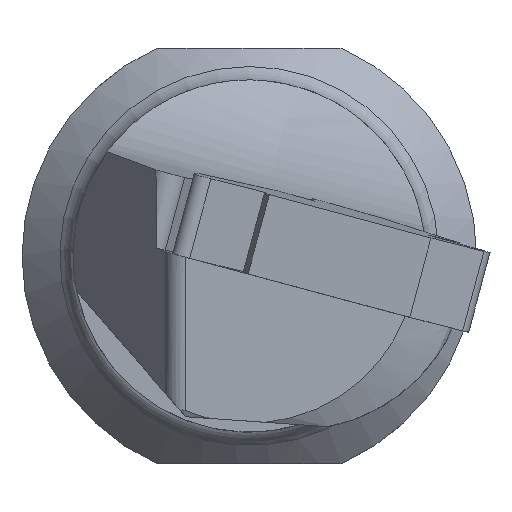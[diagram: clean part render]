
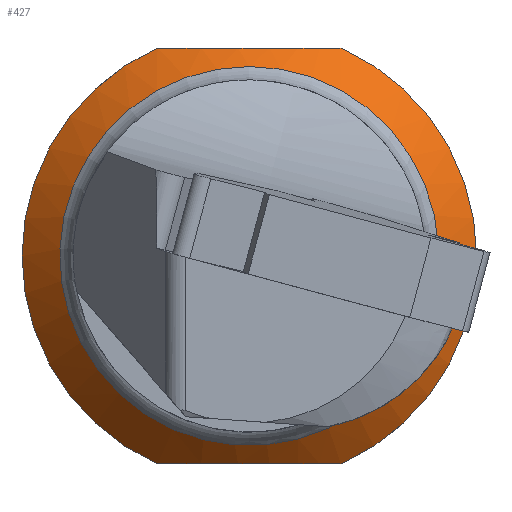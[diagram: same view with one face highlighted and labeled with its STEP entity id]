
A CAD part, left-side view. The second image highlights one B-rep face of the part: STEP entity #427.
In plain terms, the highlighted conical face has half-angle 45 degrees and reference radius 10 mm.
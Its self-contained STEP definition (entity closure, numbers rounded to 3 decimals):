
#28=FACE_BOUND('',#535,.T.);
#29=FACE_BOUND('',#536,.T.);
#35=CONICAL_SURFACE('',#1138,10.,45.);
#64=B_SPLINE_CURVE_WITH_KNOTS('',3,(#1899,#1900,#1901,#1902,#1903,#1904),
 .UNSPECIFIED.,.F.,.F.,(4,2,4),(0.,0.5,1.),.UNSPECIFIED.);
#65=B_SPLINE_CURVE_WITH_KNOTS('',3,(#1908,#1909,#1910,#1911,#1912,#1913),
 .UNSPECIFIED.,.F.,.F.,(4,2,4),(0.,0.5,1.),.UNSPECIFIED.);
#427=ADVANCED_FACE('',(#28,#29),#35,.T.);
#535=EDGE_LOOP('',(#711));
#536=EDGE_LOOP('',(#712,#713,#714,#715));
#570=CIRCLE('',#1134,10.);
#571=CIRCLE('',#1136,8.336);
#572=CIRCLE('',#1137,10.);
#711=ORIENTED_EDGE('',*,*,#947,.F.);
#712=ORIENTED_EDGE('',*,*,#945,.T.);
#713=ORIENTED_EDGE('',*,*,#948,.T.);
#714=ORIENTED_EDGE('',*,*,#949,.T.);
#715=ORIENTED_EDGE('',*,*,#950,.F.);
#851=VERTEX_POINT('',#1892);
#852=VERTEX_POINT('',#1894);
#853=VERTEX_POINT('',#1898);
#854=VERTEX_POINT('',#1905);
#855=VERTEX_POINT('',#1907);
#945=EDGE_CURVE('',#852,#851,#570,.T.);
#947=EDGE_CURVE('',#853,#853,#571,.T.);
#948=EDGE_CURVE('',#851,#854,#64,.T.);
#949=EDGE_CURVE('',#854,#855,#572,.T.);
#950=EDGE_CURVE('',#852,#855,#65,.T.);
#1134=AXIS2_PLACEMENT_3D('',#1893,#1287,#1288);
#1136=AXIS2_PLACEMENT_3D('',#1897,#1292,#1293);
#1137=AXIS2_PLACEMENT_3D('',#1906,#1294,#1295);
#1138=AXIS2_PLACEMENT_3D('',#1914,#1296,#1297);
#1287=DIRECTION('',(-1.,0.,0.));
#1288=DIRECTION('',(0.,0.,1.));
#1292=DIRECTION('',(-1.,0.,0.));
#1293=DIRECTION('',(0.,0.,1.));
#1294=DIRECTION('',(-1.,0.,0.));
#1295=DIRECTION('',(0.,0.,1.));
#1296=DIRECTION('',(1.,0.,0.));
#1297=DIRECTION('',(0.,0.,-1.));
#1892=CARTESIAN_POINT('',(40.,4.035,-9.15));
#1893=CARTESIAN_POINT('',(40.,0.,0.));
#1894=CARTESIAN_POINT('',(40.,4.035,9.15));
#1897=CARTESIAN_POINT('',(38.336,0.,0.));
#1898=CARTESIAN_POINT('',(38.336,0.,8.336));
#1899=CARTESIAN_POINT('',(40.,4.035,-9.15));
#1900=CARTESIAN_POINT('',(39.482,2.751,-9.15));
#1901=CARTESIAN_POINT('',(39.15,1.395,-9.15));
#1902=CARTESIAN_POINT('',(39.15,-1.399,-9.15));
#1903=CARTESIAN_POINT('',(39.482,-2.751,-9.15));
#1904=CARTESIAN_POINT('',(40.,-4.035,-9.15));
#1905=CARTESIAN_POINT('',(40.,-4.035,-9.15));
#1906=CARTESIAN_POINT('',(40.,0.,0.));
#1907=CARTESIAN_POINT('',(40.,-4.035,9.15));
#1908=CARTESIAN_POINT('',(40.,4.035,9.15));
#1909=CARTESIAN_POINT('',(39.482,2.751,9.15));
#1910=CARTESIAN_POINT('',(39.15,1.395,9.15));
#1911=CARTESIAN_POINT('',(39.15,-1.399,9.15));
#1912=CARTESIAN_POINT('',(39.482,-2.751,9.15));
#1913=CARTESIAN_POINT('',(40.,-4.035,9.15));
#1914=CARTESIAN_POINT('',(40.,0.,0.));
